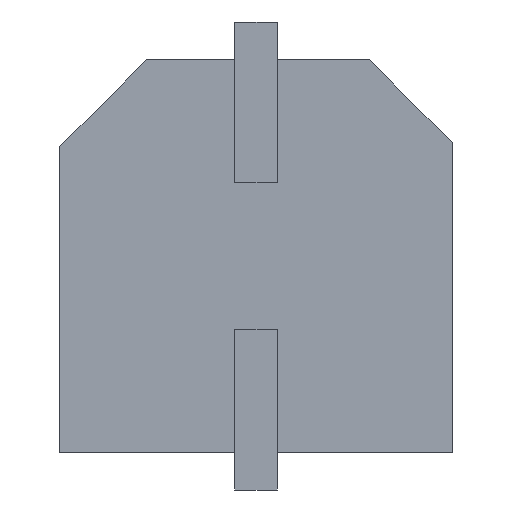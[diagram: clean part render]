
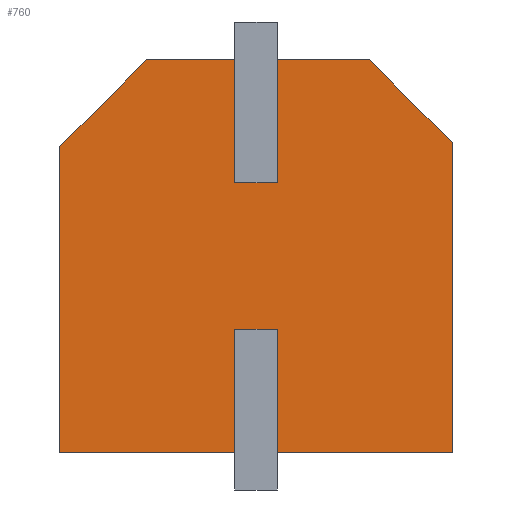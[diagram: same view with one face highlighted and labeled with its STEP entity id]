
A CAD part, front view. The second image highlights one B-rep face of the part: STEP entity #760.
In plain terms, the highlighted planar face has unit normal (0, -1, 0).
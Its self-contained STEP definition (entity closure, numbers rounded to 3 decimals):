
#13 = FACE_OUTER_BOUND ( 'NONE', #528, .T. ) ;
#19 = CARTESIAN_POINT ( 'NONE',  ( 0.45, 0., -1.55 ) ) ;
#24 = DIRECTION ( 'NONE',  ( 0., 0., -1. ) ) ;
#25 = ORIENTED_EDGE ( 'NONE', *, *, #1262, .T. ) ;
#29 = LINE ( 'NONE', #792, #1242 ) ;
#35 = VERTEX_POINT ( 'NONE', #465 ) ;
#37 = CARTESIAN_POINT ( 'NONE',  ( -4.15, 0., -4.15 ) ) ;
#63 = CARTESIAN_POINT ( 'NONE',  ( -0.45, 0., 1.55 ) ) ;
#73 = EDGE_CURVE ( 'NONE', #489, #1151, #854, .T. ) ;
#97 = CARTESIAN_POINT ( 'NONE',  ( 0.45, 0., 0. ) ) ;
#114 = CARTESIAN_POINT ( 'NONE',  ( -2.315, 0., 4.15 ) ) ;
#116 = ORIENTED_EDGE ( 'NONE', *, *, #1155, .F. ) ;
#132 = ORIENTED_EDGE ( 'NONE', *, *, #73, .F. ) ;
#148 = LINE ( 'NONE', #1639, #1425 ) ;
#151 = CARTESIAN_POINT ( 'NONE',  ( 0.45, 0., 4.15 ) ) ;
#189 = DIRECTION ( 'NONE',  ( 0., -1., 0. ) ) ;
#194 = LINE ( 'NONE', #323, #1381 ) ;
#201 = DIRECTION ( 'NONE',  ( 0.707, 0., 0.707 ) ) ;
#204 = ORIENTED_EDGE ( 'NONE', *, *, #511, .F. ) ;
#219 = LINE ( 'NONE', #444, #1445 ) ;
#255 = CARTESIAN_POINT ( 'NONE',  ( -2.315, 0., 4.15 ) ) ;
#262 = ORIENTED_EDGE ( 'NONE', *, *, #308, .F. ) ;
#284 = ORIENTED_EDGE ( 'NONE', *, *, #1111, .F. ) ;
#308 = EDGE_CURVE ( 'NONE', #1157, #1250, #29, .T. ) ;
#310 = CARTESIAN_POINT ( 'NONE',  ( 0.45, 0., 1.55 ) ) ;
#323 = CARTESIAN_POINT ( 'NONE',  ( 0.45, 0., 1.55 ) ) ;
#341 = LINE ( 'NONE', #757, #391 ) ;
#361 = CARTESIAN_POINT ( 'NONE',  ( -4.15, 0., 2.315 ) ) ;
#368 = ORIENTED_EDGE ( 'NONE', *, *, #954, .F. ) ;
#370 = ORIENTED_EDGE ( 'NONE', *, *, #441, .F. ) ;
#375 = CARTESIAN_POINT ( 'NONE',  ( 0.45, 0., -4.15 ) ) ;
#391 = VECTOR ( 'NONE', #1139, 1000. ) ;
#402 = CARTESIAN_POINT ( 'NONE',  ( -0.45, 0., -4.15 ) ) ;
#436 = ORIENTED_EDGE ( 'NONE', *, *, #893, .F. ) ;
#441 = EDGE_CURVE ( 'NONE', #837, #864, #1555, .T. ) ;
#444 = CARTESIAN_POINT ( 'NONE',  ( -0.45, 0., 1.55 ) ) ;
#465 = CARTESIAN_POINT ( 'NONE',  ( 4.15, 0., -4.15 ) ) ;
#489 = VERTEX_POINT ( 'NONE', #1064 ) ;
#495 = LINE ( 'NONE', #37, #591 ) ;
#511 = EDGE_CURVE ( 'NONE', #1507, #1157, #194, .T. ) ;
#513 = DIRECTION ( 'NONE',  ( 0., 0., -1. ) ) ;
#516 = VECTOR ( 'NONE', #513, 1000. ) ;
#517 = VECTOR ( 'NONE', #770, 1000. ) ;
#528 = EDGE_LOOP ( 'NONE', ( #1598, #25, #284, #617, #116, #262, #204, #919, #673, #368, #370, #436, #1528, #132 ) ) ;
#536 = VECTOR ( 'NONE', #1353, 1000. ) ;
#543 = DIRECTION ( 'NONE',  ( 0.707, 0., -0.707 ) ) ;
#566 = EDGE_CURVE ( 'NONE', #1251, #1507, #778, .T. ) ;
#567 = DIRECTION ( 'NONE',  ( 0., 0., -1. ) ) ;
#591 = VECTOR ( 'NONE', #642, 1000. ) ;
#605 = VERTEX_POINT ( 'NONE', #1305 ) ;
#613 = DIRECTION ( 'NONE',  ( 1., 0., 0. ) ) ;
#617 = ORIENTED_EDGE ( 'NONE', *, *, #1593, .F. ) ;
#630 = LINE ( 'NONE', #1391, #1298 ) ;
#631 = VERTEX_POINT ( 'NONE', #885 ) ;
#642 = DIRECTION ( 'NONE',  ( -1., 0., 0. ) ) ;
#673 = ORIENTED_EDGE ( 'NONE', *, *, #732, .F. ) ;
#683 = CARTESIAN_POINT ( 'NONE',  ( -4.15, 0., -4.15 ) ) ;
#724 = VERTEX_POINT ( 'NONE', #683 ) ;
#732 = EDGE_CURVE ( 'NONE', #605, #1251, #219, .T. ) ;
#757 = CARTESIAN_POINT ( 'NONE',  ( -4.15, 0., -4.15 ) ) ;
#760 = ADVANCED_FACE ( 'NONE', ( #13 ), #1328, .T. ) ;
#770 = DIRECTION ( 'NONE',  ( -1., 0., 0. ) ) ;
#778 = LINE ( 'NONE', #310, #1140 ) ;
#792 = CARTESIAN_POINT ( 'NONE',  ( 2.403, 0., 4.15 ) ) ;
#837 = VERTEX_POINT ( 'NONE', #361 ) ;
#854 = LINE ( 'NONE', #877, #516 ) ;
#864 = VERTEX_POINT ( 'NONE', #114 ) ;
#877 = CARTESIAN_POINT ( 'NONE',  ( -0.45, 0., -1.55 ) ) ;
#885 = CARTESIAN_POINT ( 'NONE',  ( 4.15, 0., 2.403 ) ) ;
#893 = EDGE_CURVE ( 'NONE', #724, #837, #148, .T. ) ;
#894 = VECTOR ( 'NONE', #201, 1000. ) ;
#895 = VECTOR ( 'NONE', #543, 1000. ) ;
#907 = CARTESIAN_POINT ( 'NONE',  ( 4.15, 0., -4.15 ) ) ;
#919 = ORIENTED_EDGE ( 'NONE', *, *, #566, .F. ) ;
#931 = DIRECTION ( 'NONE',  ( 0., 0., 1. ) ) ;
#936 = DIRECTION ( 'NONE',  ( 0., 0., -1. ) ) ;
#954 = EDGE_CURVE ( 'NONE', #864, #605, #630, .T. ) ;
#977 = VECTOR ( 'NONE', #24, 1000. ) ;
#991 = EDGE_CURVE ( 'NONE', #1373, #489, #1575, .T. ) ;
#1026 = DIRECTION ( 'NONE',  ( 0., 0., 1. ) ) ;
#1044 = DIRECTION ( 'NONE',  ( 1., 0., 0. ) ) ;
#1064 = CARTESIAN_POINT ( 'NONE',  ( -0.45, 0., -1.55 ) ) ;
#1109 = CARTESIAN_POINT ( 'NONE',  ( 0.45, 0., -1.55 ) ) ;
#1111 = EDGE_CURVE ( 'NONE', #35, #1597, #495, .T. ) ;
#1139 = DIRECTION ( 'NONE',  ( -1., 0., 0. ) ) ;
#1140 = VECTOR ( 'NONE', #1198, 1000. ) ;
#1151 = VERTEX_POINT ( 'NONE', #402 ) ;
#1155 = EDGE_CURVE ( 'NONE', #1250, #631, #1257, .T. ) ;
#1157 = VERTEX_POINT ( 'NONE', #151 ) ;
#1198 = DIRECTION ( 'NONE',  ( 1., 0., 0. ) ) ;
#1242 = VECTOR ( 'NONE', #1044, 1000. ) ;
#1250 = VERTEX_POINT ( 'NONE', #1332 ) ;
#1251 = VERTEX_POINT ( 'NONE', #63 ) ;
#1257 = LINE ( 'NONE', #1546, #895 ) ;
#1262 = EDGE_CURVE ( 'NONE', #1373, #1597, #1494, .T. ) ;
#1287 = AXIS2_PLACEMENT_3D ( 'NONE', #1570, #189, #936 ) ;
#1298 = VECTOR ( 'NONE', #613, 1000. ) ;
#1305 = CARTESIAN_POINT ( 'NONE',  ( -0.45, 0., 4.15 ) ) ;
#1328 = PLANE ( 'NONE',  #1287 ) ;
#1332 = CARTESIAN_POINT ( 'NONE',  ( 2.403, 0., 4.15 ) ) ;
#1353 = DIRECTION ( 'NONE',  ( 0., 0., -1. ) ) ;
#1373 = VERTEX_POINT ( 'NONE', #1109 ) ;
#1381 = VECTOR ( 'NONE', #931, 1000. ) ;
#1391 = CARTESIAN_POINT ( 'NONE',  ( 2.403, 0., 4.15 ) ) ;
#1397 = LINE ( 'NONE', #907, #977 ) ;
#1425 = VECTOR ( 'NONE', #1026, 1000. ) ;
#1445 = VECTOR ( 'NONE', #567, 1000. ) ;
#1494 = LINE ( 'NONE', #97, #536 ) ;
#1507 = VERTEX_POINT ( 'NONE', #1638 ) ;
#1528 = ORIENTED_EDGE ( 'NONE', *, *, #1568, .F. ) ;
#1546 = CARTESIAN_POINT ( 'NONE',  ( 4.15, 0., 2.403 ) ) ;
#1555 = LINE ( 'NONE', #255, #894 ) ;
#1568 = EDGE_CURVE ( 'NONE', #1151, #724, #341, .T. ) ;
#1570 = CARTESIAN_POINT ( 'NONE',  ( 0., 0., 0. ) ) ;
#1575 = LINE ( 'NONE', #19, #517 ) ;
#1593 = EDGE_CURVE ( 'NONE', #631, #35, #1397, .T. ) ;
#1597 = VERTEX_POINT ( 'NONE', #375 ) ;
#1598 = ORIENTED_EDGE ( 'NONE', *, *, #991, .F. ) ;
#1638 = CARTESIAN_POINT ( 'NONE',  ( 0.45, 0., 1.55 ) ) ;
#1639 = CARTESIAN_POINT ( 'NONE',  ( -4.15, 0., 2.315 ) ) ;
